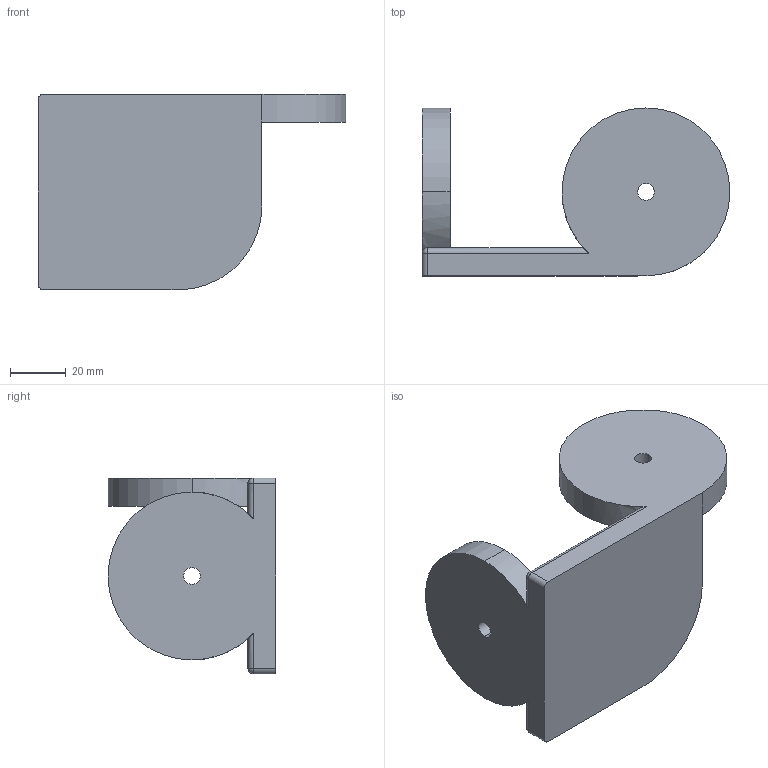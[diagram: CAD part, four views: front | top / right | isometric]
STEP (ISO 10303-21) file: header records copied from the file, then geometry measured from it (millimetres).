
FILE_DESCRIPTION (( 'STEP AP203' ), '1' );
FILE_NAME ('RBT_LINK3_Default_sldprt.STEP', '2025-02-10T15:52:43', ( '' ), ( '' ), 'SwSTEP 2.0', 'SolidWorks 2024', '' );
FILE_SCHEMA (( 'CONFIG_CONTROL_DESIGN' ));
Length unit declared in the file: millimetre
Products named in the file (1): RBT_LINK3_Default_sldprt
Bounding box: 110 x 60 x 70 mm (x, y, z)
Volume: 104777.1 mm3; surface area: 26884.9 mm2
Topology: 1 solids, 1 shells, 61 faces, 154 edges, 85 vertices
Faces by surface type: cylinder 34, cone 16, plane 8, sphere 2, torus 1
Entity records: 1818 total; most frequent: DIRECTION 323, CARTESIAN_POINT 322, ORIENTED_EDGE 272, EDGE_CURVE 136, AXIS2_PLACEMENT_3D 128, VERTEX_POINT 85, EDGE_LOOP 73, LINE 67
